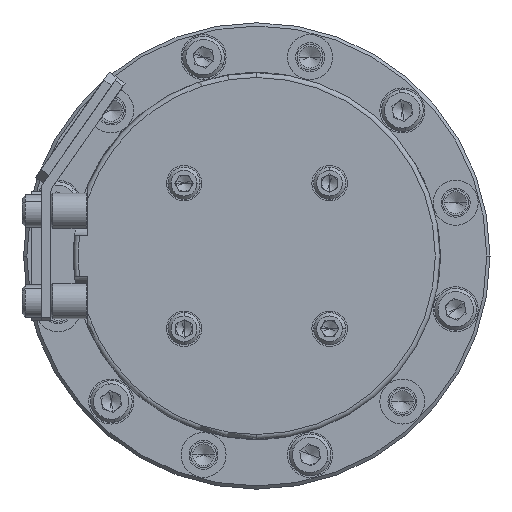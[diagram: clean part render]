
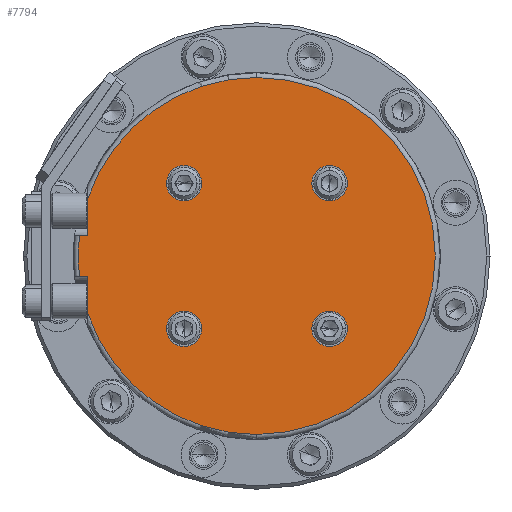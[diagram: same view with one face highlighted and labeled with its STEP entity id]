
A CAD part, left-side view. The second image highlights one B-rep face of the part: STEP entity #7794.
In plain terms, the highlighted planar face has unit normal (-1, 0, 0).
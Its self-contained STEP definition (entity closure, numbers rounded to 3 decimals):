
#2257 = VECTOR ( 'NONE', #14185, 1000. ) ;
#2259 = VECTOR ( 'NONE', #14188, 1000. ) ;
#2260 = CIRCLE ( 'NONE', #2263, 55.5 ) ;
#2261 = VECTOR ( 'NONE', #14190, 1000. ) ;
#2263 = AXIS2_PLACEMENT_3D ( 'NONE', #14193, #14194, #14195 ) ;
#2766 = CIRCLE ( 'NONE', #2770, 5.5 ) ;
#2770 = AXIS2_PLACEMENT_3D ( 'NONE', #13483, #13484, #13485 ) ;
#2778 = CIRCLE ( 'NONE', #2782, 5.5 ) ;
#2782 = AXIS2_PLACEMENT_3D ( 'NONE', #13507, #13508, #13509 ) ;
#2790 = CIRCLE ( 'NONE', #2794, 5.5 ) ;
#2794 = AXIS2_PLACEMENT_3D ( 'NONE', #13531, #13532, #13533 ) ;
#2802 = CIRCLE ( 'NONE', #2806, 5.5 ) ;
#2806 = AXIS2_PLACEMENT_3D ( 'NONE', #13555, #13556, #13557 ) ;
#2826 = AXIS2_PLACEMENT_3D ( 'NONE', #14180, #14181, #14182 ) ;
#3749 = VERTEX_POINT ( 'NONE', #12659 ) ;
#3760 = VERTEX_POINT ( 'NONE', #12668 ) ;
#3761 = VERTEX_POINT ( 'NONE', #12669 ) ;
#3763 = VERTEX_POINT ( 'NONE', #12671 ) ;
#3764 = VERTEX_POINT ( 'NONE', #12672 ) ;
#3920 = ORIENTED_EDGE ( 'NONE', *, *, #4334, .F. ) ;
#3921 = ORIENTED_EDGE ( 'NONE', *, *, #4415, .T. ) ;
#3922 = ORIENTED_EDGE ( 'NONE', *, *, #4410, .F. ) ;
#3923 = ORIENTED_EDGE ( 'NONE', *, *, #4414, .F. ) ;
#3925 = ORIENTED_EDGE ( 'NONE', *, *, #4310, .F. ) ;
#3927 = ORIENTED_EDGE ( 'NONE', *, *, #4408, .F. ) ;
#3931 = ORIENTED_EDGE ( 'NONE', *, *, #4376, .T. ) ;
#3940 = ORIENTED_EDGE ( 'NONE', *, *, #4318, .F. ) ;
#3941 = ORIENTED_EDGE ( 'NONE', *, *, #4407, .F. ) ;
#3944 = ORIENTED_EDGE ( 'NONE', *, *, #4404, .T. ) ;
#3947 = ORIENTED_EDGE ( 'NONE', *, *, #4372, .T. ) ;
#3951 = ORIENTED_EDGE ( 'NONE', *, *, #4412, .T. ) ;
#3952 = ORIENTED_EDGE ( 'NONE', *, *, #4409, .F. ) ;
#3955 = ORIENTED_EDGE ( 'NONE', *, *, #4326, .F. ) ;
#3959 = ORIENTED_EDGE ( 'NONE', *, *, #4413, .F. ) ;
#3962 = ORIENTED_EDGE ( 'NONE', *, *, #4411, .F. ) ;
#4000 = VERTEX_POINT ( 'NONE', #12737 ) ;
#4001 = VERTEX_POINT ( 'NONE', #12738 ) ;
#4008 = VERTEX_POINT ( 'NONE', #12745 ) ;
#4009 = VERTEX_POINT ( 'NONE', #12746 ) ;
#4016 = VERTEX_POINT ( 'NONE', #12753 ) ;
#4017 = VERTEX_POINT ( 'NONE', #12754 ) ;
#4139 = EDGE_LOOP ( 'NONE', ( #3941, #3925 ) ) ;
#4152 = EDGE_LOOP ( 'NONE', ( #3952, #3955 ) ) ;
#4310 = EDGE_CURVE ( 'NONE', #4000, #4001, #2766, .T. ) ;
#4318 = EDGE_CURVE ( 'NONE', #4008, #4009, #2778, .T. ) ;
#4326 = EDGE_CURVE ( 'NONE', #4016, #4017, #2790, .T. ) ;
#4334 = EDGE_CURVE ( 'NONE', #4834, #4835, #2802, .T. ) ;
#4372 = EDGE_CURVE ( 'NONE', #4867, #4868, #22445, .T. ) ;
#4376 = EDGE_CURVE ( 'NONE', #4868, #4871, #22451, .T. ) ;
#4404 = EDGE_CURVE ( 'NONE', #3761, #3749, #22477, .T. ) ;
#4407 = EDGE_CURVE ( 'NONE', #4001, #4000, #22475, .T. ) ;
#4408 = EDGE_CURVE ( 'NONE', #4009, #4008, #22479, .T. ) ;
#4409 = EDGE_CURVE ( 'NONE', #4017, #4016, #22481, .T. ) ;
#4410 = EDGE_CURVE ( 'NONE', #4835, #4834, #22483, .T. ) ;
#4411 = EDGE_CURVE ( 'NONE', #3764, #3760, #14173, .T. ) ;
#4412 = EDGE_CURVE ( 'NONE', #3764, #3761, #14179, .T. ) ;
#4413 = EDGE_CURVE ( 'NONE', #3763, #3749, #14186, .T. ) ;
#4414 = EDGE_CURVE ( 'NONE', #4867, #3763, #14178, .T. ) ;
#4415 = EDGE_CURVE ( 'NONE', #4871, #3760, #2260, .T. ) ;
#4673 = EDGE_LOOP ( 'NONE', ( #3962, #3951, #3944, #3959, #3923, #3947, #3931, #3921 ) ) ;
#4681 = EDGE_LOOP ( 'NONE', ( #3922, #3920 ) ) ;
#4685 = EDGE_LOOP ( 'NONE', ( #3927, #3940 ) ) ;
#4834 = VERTEX_POINT ( 'NONE', #15603 ) ;
#4835 = VERTEX_POINT ( 'NONE', #15604 ) ;
#4867 = VERTEX_POINT ( 'NONE', #15636 ) ;
#4868 = VERTEX_POINT ( 'NONE', #15637 ) ;
#4871 = VERTEX_POINT ( 'NONE', #15640 ) ;
#7794 = ADVANCED_FACE ( 'NONE', ( #20501, #20505, #20507, #20509, #20503 ), #20500, .F. ) ;
#12659 = CARTESIAN_POINT ( 'NONE',  ( 0., 55.118, -6.5 ) ) ;
#12668 = CARTESIAN_POINT ( 'NONE',  ( 0., 52.5, 18. ) ) ;
#12669 = CARTESIAN_POINT ( 'NONE',  ( 0., 55.118, 6.5 ) ) ;
#12671 = CARTESIAN_POINT ( 'NONE',  ( 0., 52.5, -6.5 ) ) ;
#12672 = CARTESIAN_POINT ( 'NONE',  ( 0., 52.5, 6.5 ) ) ;
#12737 = CARTESIAN_POINT ( 'NONE',  ( 0., 22.627, 17.127 ) ) ;
#12738 = CARTESIAN_POINT ( 'NONE',  ( 0., 22.627, 28.127 ) ) ;
#12745 = CARTESIAN_POINT ( 'NONE',  ( 0., -22.627, 17.127 ) ) ;
#12746 = CARTESIAN_POINT ( 'NONE',  ( 0., -22.627, 28.127 ) ) ;
#12753 = CARTESIAN_POINT ( 'NONE',  ( 0., -22.627, -28.127 ) ) ;
#12754 = CARTESIAN_POINT ( 'NONE',  ( 0., -22.627, -17.127 ) ) ;
#13483 = CARTESIAN_POINT ( 'NONE',  ( 0., 22.627, 22.627 ) ) ;
#13484 = DIRECTION ( 'NONE',  ( -1., 0., 0. ) ) ;
#13485 = DIRECTION ( 'NONE',  ( 0., 0., 1. ) ) ;
#13507 = CARTESIAN_POINT ( 'NONE',  ( 0., -22.627, 22.627 ) ) ;
#13508 = DIRECTION ( 'NONE',  ( -1., 0., 0. ) ) ;
#13509 = DIRECTION ( 'NONE',  ( 0., 0., 1. ) ) ;
#13531 = CARTESIAN_POINT ( 'NONE',  ( 0., -22.627, -22.627 ) ) ;
#13532 = DIRECTION ( 'NONE',  ( -1., 0., 0. ) ) ;
#13533 = DIRECTION ( 'NONE',  ( 0., 0., 1. ) ) ;
#13555 = CARTESIAN_POINT ( 'NONE',  ( 0., 22.627, -22.627 ) ) ;
#13556 = DIRECTION ( 'NONE',  ( -1., 0., 0. ) ) ;
#13557 = DIRECTION ( 'NONE',  ( 0., 0., 1. ) ) ;
#13669 = CARTESIAN_POINT ( 'NONE',  ( 0., 0., 0. ) ) ;
#13670 = DIRECTION ( 'NONE',  ( -1., 0., 0. ) ) ;
#13671 = DIRECTION ( 'NONE',  ( 0., 0., 1. ) ) ;
#13698 = CARTESIAN_POINT ( 'NONE',  ( 0., 0., 0. ) ) ;
#13699 = DIRECTION ( 'NONE',  ( -1., 0., 0. ) ) ;
#13700 = DIRECTION ( 'NONE',  ( 0., 0., 1. ) ) ;
#14139 = CARTESIAN_POINT ( 'NONE',  ( 0., 0., 0. ) ) ;
#14140 = DIRECTION ( 'NONE',  ( -1., 0., 0. ) ) ;
#14141 = DIRECTION ( 'NONE',  ( 0., 0., 1. ) ) ;
#14167 = CARTESIAN_POINT ( 'NONE',  ( 0., 22.627, 22.627 ) ) ;
#14168 = DIRECTION ( 'NONE',  ( -1., 0., 0. ) ) ;
#14169 = DIRECTION ( 'NONE',  ( 0., 0., 1. ) ) ;
#14170 = CARTESIAN_POINT ( 'NONE',  ( 0., -22.627, 22.627 ) ) ;
#14171 = DIRECTION ( 'NONE',  ( -1., 0., 0. ) ) ;
#14172 = DIRECTION ( 'NONE',  ( 0., 0., 1. ) ) ;
#14173 = LINE ( 'NONE', #14174, #22485 ) ;
#14174 = CARTESIAN_POINT ( 'NONE',  ( 0., 52.5, 6.5 ) ) ;
#14175 = CARTESIAN_POINT ( 'NONE',  ( 0., -22.627, -22.627 ) ) ;
#14176 = DIRECTION ( 'NONE',  ( -1., 0., 0. ) ) ;
#14177 = DIRECTION ( 'NONE',  ( 0., 0., 1. ) ) ;
#14178 = LINE ( 'NONE', #14189, #2261 ) ;
#14179 = LINE ( 'NONE', #14184, #2257 ) ;
#14180 = CARTESIAN_POINT ( 'NONE',  ( 0., 22.627, -22.627 ) ) ;
#14181 = DIRECTION ( 'NONE',  ( -1., 0., 0. ) ) ;
#14182 = DIRECTION ( 'NONE',  ( 0., 0., 1. ) ) ;
#14183 = DIRECTION ( 'NONE',  ( 0., 0., 1. ) ) ;
#14184 = CARTESIAN_POINT ( 'NONE',  ( 0., 52.5, 6.5 ) ) ;
#14185 = DIRECTION ( 'NONE',  ( 0., 1., 0. ) ) ;
#14186 = LINE ( 'NONE', #14187, #2259 ) ;
#14187 = CARTESIAN_POINT ( 'NONE',  ( 0., 52.5, -6.5 ) ) ;
#14188 = DIRECTION ( 'NONE',  ( 0., 1., 0. ) ) ;
#14189 = CARTESIAN_POINT ( 'NONE',  ( 0., 52.5, -6.5 ) ) ;
#14190 = DIRECTION ( 'NONE',  ( 0., 0., 1. ) ) ;
#14193 = CARTESIAN_POINT ( 'NONE',  ( 0., 0., 0. ) ) ;
#14194 = DIRECTION ( 'NONE',  ( -1., 0., 0. ) ) ;
#14195 = DIRECTION ( 'NONE',  ( 0., 0., 1. ) ) ;
#15603 = CARTESIAN_POINT ( 'NONE',  ( 0., 22.627, -28.127 ) ) ;
#15604 = CARTESIAN_POINT ( 'NONE',  ( 0., 22.627, -17.127 ) ) ;
#15636 = CARTESIAN_POINT ( 'NONE',  ( 0., 52.5, -18. ) ) ;
#15637 = CARTESIAN_POINT ( 'NONE',  ( 0., 0., -55.5 ) ) ;
#15640 = CARTESIAN_POINT ( 'NONE',  ( 0., 0., 55.5 ) ) ;
#20500 = PLANE ( 'NONE',  #20914 ) ;
#20501 = FACE_BOUND ( 'NONE', #4139, .T. ) ;
#20503 = FACE_OUTER_BOUND ( 'NONE', #4673, .T. ) ;
#20505 = FACE_BOUND ( 'NONE', #4685, .T. ) ;
#20506 = CARTESIAN_POINT ( 'NONE',  ( 0., 0., 0. ) ) ;
#20507 = FACE_BOUND ( 'NONE', #4152, .T. ) ;
#20509 = FACE_BOUND ( 'NONE', #4681, .T. ) ;
#20510 = DIRECTION ( 'NONE',  ( 1., 0., 0. ) ) ;
#20511 = DIRECTION ( 'NONE',  ( 0., 0., -1. ) ) ;
#20914 = AXIS2_PLACEMENT_3D ( 'NONE', #20506, #20510, #20511 ) ;
#22445 = CIRCLE ( 'NONE', #22448, 55.5 ) ;
#22448 = AXIS2_PLACEMENT_3D ( 'NONE', #13669, #13670, #13671 ) ;
#22451 = CIRCLE ( 'NONE', #22454, 55.5 ) ;
#22454 = AXIS2_PLACEMENT_3D ( 'NONE', #13698, #13699, #13700 ) ;
#22475 = CIRCLE ( 'NONE', #22480, 5.5 ) ;
#22477 = CIRCLE ( 'NONE', #22478, 55.5 ) ;
#22478 = AXIS2_PLACEMENT_3D ( 'NONE', #14139, #14140, #14141 ) ;
#22479 = CIRCLE ( 'NONE', #22482, 5.5 ) ;
#22480 = AXIS2_PLACEMENT_3D ( 'NONE', #14167, #14168, #14169 ) ;
#22481 = CIRCLE ( 'NONE', #22484, 5.5 ) ;
#22482 = AXIS2_PLACEMENT_3D ( 'NONE', #14170, #14171, #14172 ) ;
#22483 = CIRCLE ( 'NONE', #2826, 5.5 ) ;
#22484 = AXIS2_PLACEMENT_3D ( 'NONE', #14175, #14176, #14177 ) ;
#22485 = VECTOR ( 'NONE', #14183, 1000. ) ;
